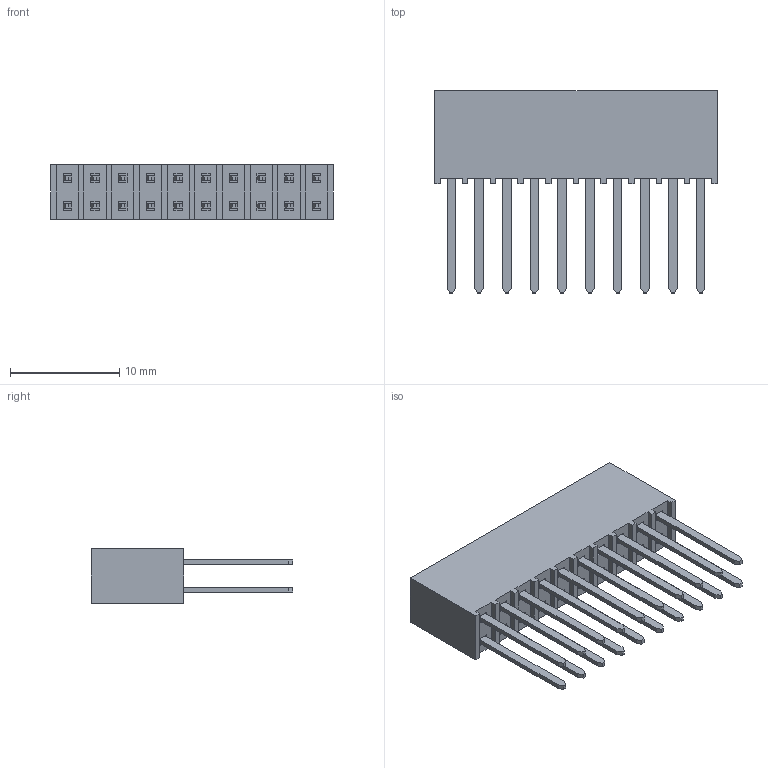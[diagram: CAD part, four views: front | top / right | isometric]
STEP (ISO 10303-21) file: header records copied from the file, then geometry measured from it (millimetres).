
FILE_DESCRIPTION(/* description */ ('STEP AP214'),/* implementation_level */ '2;1');
FILE_NAME(/* name */ 'SSW-110-23-F-D',/* time_stamp */ '2022-10-11T18:28:02+02:00',/* author */ ('License CC BY-ND 4.0'),/* organization */ ('CADENAS'),/* preprocessor_version */ 'ST-DEVELOPER v18.102',/* originating_system */ 'PARTsolutions',/* authorisation */ ' ');
FILE_SCHEMA (('AUTOMOTIVE_DESIGN {1 0 10303 214 3 1 1}'));
Length unit declared in the file: inch
Products named in the file (3): SSW-110-23-F-D; P2SSW-110-23-F-D; T1SSW-110-23-F-D
Assembly tree (2 placements, depth 2):
  SSW-110-23-F-D
    P2SSW-110-23-F-D
    T1SSW-110-23-F-D
Bounding box: 25.91 x 18.52 x 4.95 mm (x, y, z)
Volume: 1021.8 mm3; surface area: 1990.3 mm2
Topology: 2 solids, 2 shells, 272 faces, 744 edges, 496 vertices
Faces by surface type: plane 272
Entity records: 8586 total; most frequent: CARTESIAN_POINT 1515, ORIENTED_EDGE 1488, DIRECTION 1294, EDGE_CURVE 744, LINE 744, VECTOR 744, VERTEX_POINT 496, EDGE_LOOP 332
